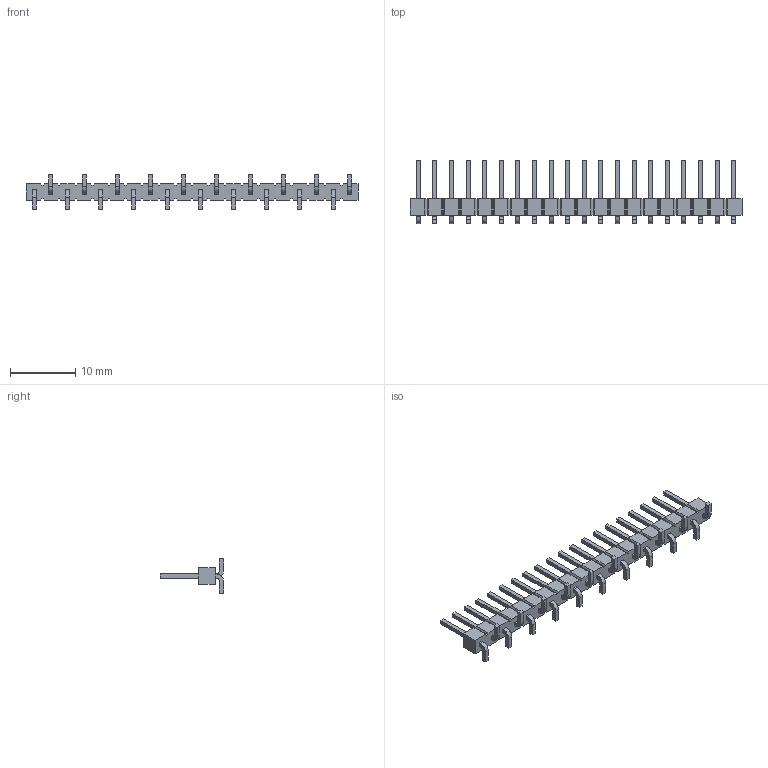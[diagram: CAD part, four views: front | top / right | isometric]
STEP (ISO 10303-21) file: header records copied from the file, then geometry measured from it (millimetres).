
FILE_DESCRIPTION( ( 'STEP AP203' ), '1' );
FILE_NAME( 'TSM-120-01-L-SV.stp', '2021-04-11T20:30:17', ( 'License CC BY-ND 4.0' ), ( 'CADENAS' ), ' ', 'PARTsolutions', ' ' );
FILE_SCHEMA( ( 'CONFIG_CONTROL_DESIGN' ) );
Length unit declared in the file: inch
Products named in the file (3): TSM-120-01-L-SV; _TSM-120-01-SV_body; _T-1S6-16(-01-20-SV)
Assembly tree (2 placements, depth 2):
  TSM-120-01-L-SV
    _TSM-120-01-SV_body
    _T-1S6-16(-01-20-SV)
Bounding box: 50.8 x 9.65 x 5.28 mm (x, y, z)
Volume: 395.7 mm3; surface area: 1331.8 mm2
Topology: 2 solids, 2 shells, 520 faces, 1440 edges, 960 vertices
Faces by surface type: plane 480, cylinder 40
Entity records: 16512 total; most frequent: CARTESIAN_POINT 2923, ORIENTED_EDGE 2880, DIRECTION 2566, EDGE_CURVE 1440, LINE 1360, VECTOR 1360, VERTEX_POINT 960, AXIS2_PLACEMENT_3D 603
